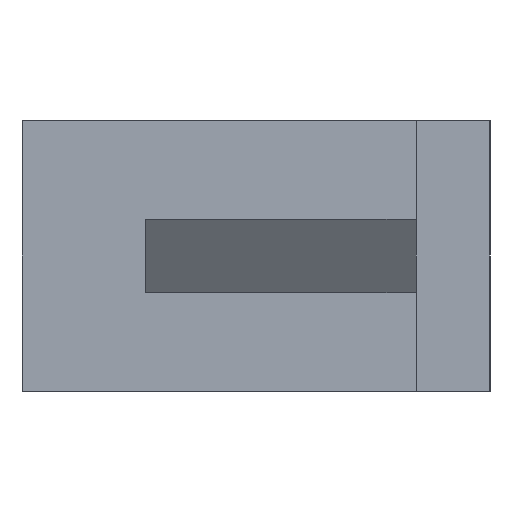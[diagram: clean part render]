
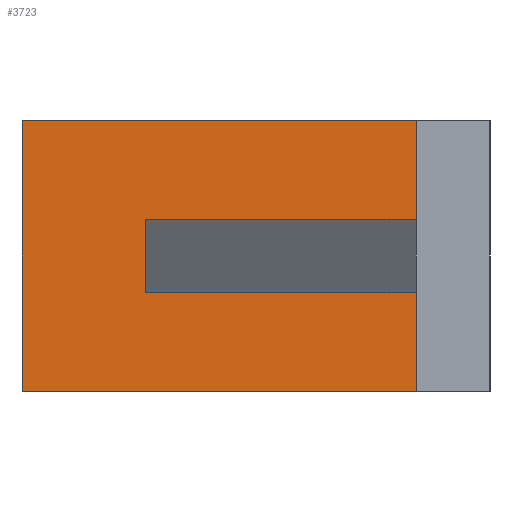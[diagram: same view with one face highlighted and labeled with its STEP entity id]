
A CAD part, left-side view. The second image highlights one B-rep face of the part: STEP entity #3723.
In plain terms, the highlighted planar face has unit normal (-1, 0, 0).
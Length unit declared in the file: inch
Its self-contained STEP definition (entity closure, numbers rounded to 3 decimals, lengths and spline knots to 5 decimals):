
#121=LINE('',#5784,#468);
#124=LINE('',#5790,#471);
#127=LINE('',#5796,#474);
#130=LINE('',#5800,#477);
#468=VECTOR('',#4573,0.3937);
#471=VECTOR('',#4578,0.3937);
#474=VECTOR('',#4583,0.3937);
#477=VECTOR('',#4588,0.3937);
#1022=FACE_OUTER_BOUND('',#1280,.T.);
#1280=EDGE_LOOP('',(#2739,#2740,#2741,#2742));
#1749=VERTEX_POINT('',#5781);
#1750=VERTEX_POINT('',#5783);
#1752=VERTEX_POINT('',#5789);
#1754=VERTEX_POINT('',#5795);
#2118=EDGE_CURVE('',#1750,#1749,#121,.T.);
#2121=EDGE_CURVE('',#1752,#1750,#124,.T.);
#2124=EDGE_CURVE('',#1754,#1752,#127,.T.);
#2127=EDGE_CURVE('',#1749,#1754,#130,.T.);
#2739=ORIENTED_EDGE('',*,*,#2127,.T.);
#2740=ORIENTED_EDGE('',*,*,#2124,.T.);
#2741=ORIENTED_EDGE('',*,*,#2121,.T.);
#2742=ORIENTED_EDGE('',*,*,#2118,.T.);
#3551=PLANE('',#4036);
#3723=ADVANCED_FACE('',(#1022),#3551,.T.);
#4036=AXIS2_PLACEMENT_3D('',#5801,#4589,#4590);
#4573=DIRECTION('',(0.,-1.,0.));
#4578=DIRECTION('',(0.,0.,-1.));
#4583=DIRECTION('',(0.,1.,0.));
#4588=DIRECTION('',(0.,0.,1.));
#4589=DIRECTION('center_axis',(-1.,0.,0.));
#4590=DIRECTION('ref_axis',(0.,0.,1.));
#5781=CARTESIAN_POINT('',(-4.895,-2.805,-2.75));
#5783=CARTESIAN_POINT('',(-4.895,5.195,-2.75));
#5784=CARTESIAN_POINT('',(-4.895,-2.805,-2.75));
#5789=CARTESIAN_POINT('',(-4.895,5.195,2.75));
#5790=CARTESIAN_POINT('',(-4.895,5.195,-2.75));
#5795=CARTESIAN_POINT('',(-4.895,-2.805,2.75));
#5796=CARTESIAN_POINT('',(-4.895,5.195,2.75));
#5800=CARTESIAN_POINT('',(-4.895,-2.805,2.75));
#5801=CARTESIAN_POINT('Origin',(-4.895,1.195,0.));
